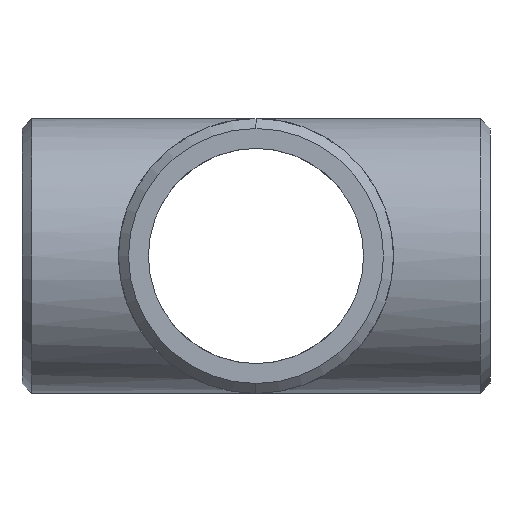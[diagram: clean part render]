
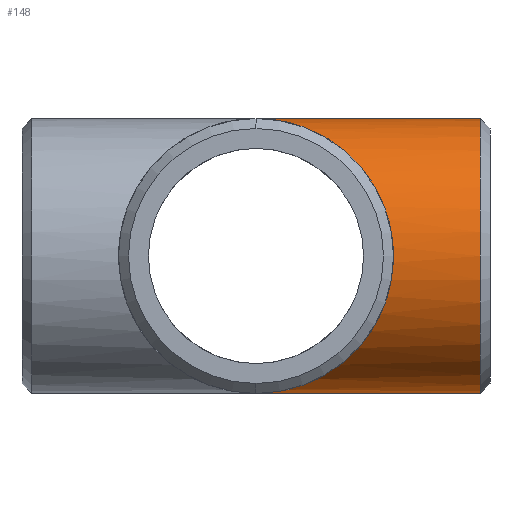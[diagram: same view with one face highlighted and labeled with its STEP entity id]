
A CAD part, left-side view. The second image highlights one B-rep face of the part: STEP entity #148.
In plain terms, the highlighted cylindrical face has radius 84 mm (diameter 168 mm), a partial arc.
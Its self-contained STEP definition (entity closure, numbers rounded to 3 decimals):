
#53 = VECTOR ( 'NONE', #729, 1000. ) ;
#78 = ORIENTED_EDGE ( 'NONE', *, *, #681, .T. ) ;
#93 = CARTESIAN_POINT ( 'NONE',  ( 0., 0., -84. ) ) ;
#103 = EDGE_CURVE ( 'NONE', #244, #720, #442, .T. ) ;
#110 = DIRECTION ( 'NONE',  ( 0., 1., 0. ) ) ;
#116 = CARTESIAN_POINT ( 'NONE',  ( 0., -143., -84. ) ) ;
#125 = FACE_OUTER_BOUND ( 'NONE', #567, .T. ) ;
#127 = AXIS2_PLACEMENT_3D ( 'NONE', #664, #110, #603 ) ;
#130 = CARTESIAN_POINT ( 'NONE',  ( 0., -136.913, -84. ) ) ;
#148 = ADVANCED_FACE ( 'NONE', ( #125 ), #377, .T. ) ;
#156 = CARTESIAN_POINT ( 'NONE',  ( -168., -168., -84. ) ) ;
#157 = EDGE_CURVE ( 'NONE', #194, #402, #566, .T. ) ;
#187 = DIRECTION ( 'NONE',  ( 0., 1., 0. ) ) ;
#194 = VERTEX_POINT ( 'NONE', #545 ) ;
#224 = AXIS2_PLACEMENT_3D ( 'NONE', #504, #187, #609 ) ;
#244 = VERTEX_POINT ( 'NONE', #130 ) ;
#285 = CARTESIAN_POINT ( 'NONE',  ( 0., 0., -84. ) ) ;
#307 = DIRECTION ( 'NONE',  ( 0., 1., 0. ) ) ;
#336 = CARTESIAN_POINT ( 'NONE',  ( 0., 0., 84. ) ) ;
#377 = CYLINDRICAL_SURFACE ( 'NONE', #224, 84. ) ;
#402 = VERTEX_POINT ( 'NONE', #336 ) ;
#426 = EDGE_CURVE ( 'NONE', #720, #402, #437, .T. ) ;
#437 =( BOUNDED_CURVE ( )  B_SPLINE_CURVE ( 3, ( #285, #156, #651, #536 ),
 .UNSPECIFIED., .F., .T. ) 
 B_SPLINE_CURVE_WITH_KNOTS ( ( 4, 4 ),
 ( 4.712, 7.854 ),
 .UNSPECIFIED. ) 
 CURVE ( )  GEOMETRIC_REPRESENTATION_ITEM ( )  RATIONAL_B_SPLINE_CURVE ( ( 1., 0.333, 0.333, 1. ) ) 
 REPRESENTATION_ITEM ( '' )  );
#442 = LINE ( 'NONE', #116, #53 ) ;
#460 = ORIENTED_EDGE ( 'NONE', *, *, #157, .T. ) ;
#504 = CARTESIAN_POINT ( 'NONE',  ( 0., -143., 0. ) ) ;
#536 = CARTESIAN_POINT ( 'NONE',  ( 0., 0., 84. ) ) ;
#545 = CARTESIAN_POINT ( 'NONE',  ( 0., -136.913, 84. ) ) ;
#566 = LINE ( 'NONE', #617, #752 ) ;
#567 = EDGE_LOOP ( 'NONE', ( #78, #460, #624, #697 ) ) ;
#603 = DIRECTION ( 'NONE',  ( 0., 0., -1. ) ) ;
#609 = DIRECTION ( 'NONE',  ( 0., 0., -1. ) ) ;
#617 = CARTESIAN_POINT ( 'NONE',  ( 0., -143., 84. ) ) ;
#624 = ORIENTED_EDGE ( 'NONE', *, *, #426, .F. ) ;
#651 = CARTESIAN_POINT ( 'NONE',  ( -168., -168., 84. ) ) ;
#664 = CARTESIAN_POINT ( 'NONE',  ( 0., -136.913, 0. ) ) ;
#681 = EDGE_CURVE ( 'NONE', #244, #194, #696, .T. ) ;
#696 = CIRCLE ( 'NONE', #127, 84. ) ;
#697 = ORIENTED_EDGE ( 'NONE', *, *, #103, .F. ) ;
#720 = VERTEX_POINT ( 'NONE', #93 ) ;
#729 = DIRECTION ( 'NONE',  ( 0., 1., 0. ) ) ;
#752 = VECTOR ( 'NONE', #307, 1000. ) ;
